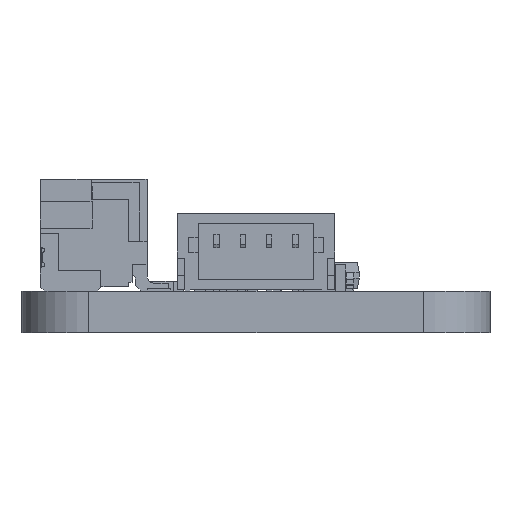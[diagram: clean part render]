
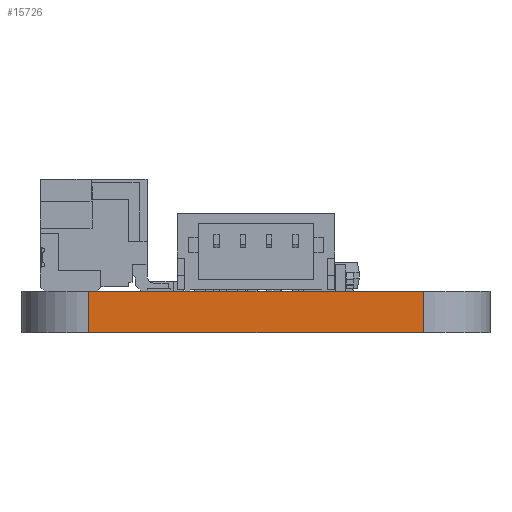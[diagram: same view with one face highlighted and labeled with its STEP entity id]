
A CAD part, left-side view. The second image highlights one B-rep face of the part: STEP entity #15726.
In plain terms, the highlighted planar face has unit normal (-1, 0, 0).
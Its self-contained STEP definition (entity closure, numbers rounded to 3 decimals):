
#166=PLANE('',#16733);
#895=FACE_OUTER_BOUND('',#1719,.T.);
#1719=EDGE_LOOP('',(#10791,#10792,#10793,#10794));
#2612=LINE('',#22150,#4643);
#2613=LINE('',#22153,#4644);
#2614=LINE('',#22155,#4645);
#2615=LINE('',#22156,#4646);
#4643=VECTOR('',#17957,10.);
#4644=VECTOR('',#17960,10.);
#4645=VECTOR('',#17961,10.);
#4646=VECTOR('',#17962,10.);
#6948=VERTEX_POINT('',#22146);
#6949=VERTEX_POINT('',#22148);
#6950=VERTEX_POINT('',#22152);
#6951=VERTEX_POINT('',#22154);
#8480=EDGE_CURVE('',#6948,#6949,#2612,.T.);
#8481=EDGE_CURVE('',#6950,#6948,#2613,.T.);
#8482=EDGE_CURVE('',#6951,#6949,#2614,.T.);
#8483=EDGE_CURVE('',#6950,#6951,#2615,.T.);
#10791=ORIENTED_EDGE('',*,*,#8481,.T.);
#10792=ORIENTED_EDGE('',*,*,#8480,.T.);
#10793=ORIENTED_EDGE('',*,*,#8482,.F.);
#10794=ORIENTED_EDGE('',*,*,#8483,.F.);
#15726=ADVANCED_FACE('',(#895),#166,.T.);
#16733=AXIS2_PLACEMENT_3D('',#22151,#17958,#17959);
#17957=DIRECTION('',(0.,0.,1.));
#17958=DIRECTION('center_axis',(-1.,0.,0.));
#17959=DIRECTION('ref_axis',(0.,-1.,0.));
#17960=DIRECTION('',(0.,-1.,0.));
#17961=DIRECTION('',(0.,-1.,0.));
#17962=DIRECTION('',(0.,0.,1.));
#22146=CARTESIAN_POINT('',(0.,2.54,0.));
#22148=CARTESIAN_POINT('',(0.,2.54,1.57));
#22150=CARTESIAN_POINT('',(0.,2.54,0.));
#22151=CARTESIAN_POINT('Origin',(0.,15.24,0.));
#22152=CARTESIAN_POINT('',(0.,15.24,0.));
#22153=CARTESIAN_POINT('',(0.,15.24,0.));
#22154=CARTESIAN_POINT('',(0.,15.24,1.57));
#22155=CARTESIAN_POINT('',(0.,15.24,1.57));
#22156=CARTESIAN_POINT('',(0.,15.24,0.));
